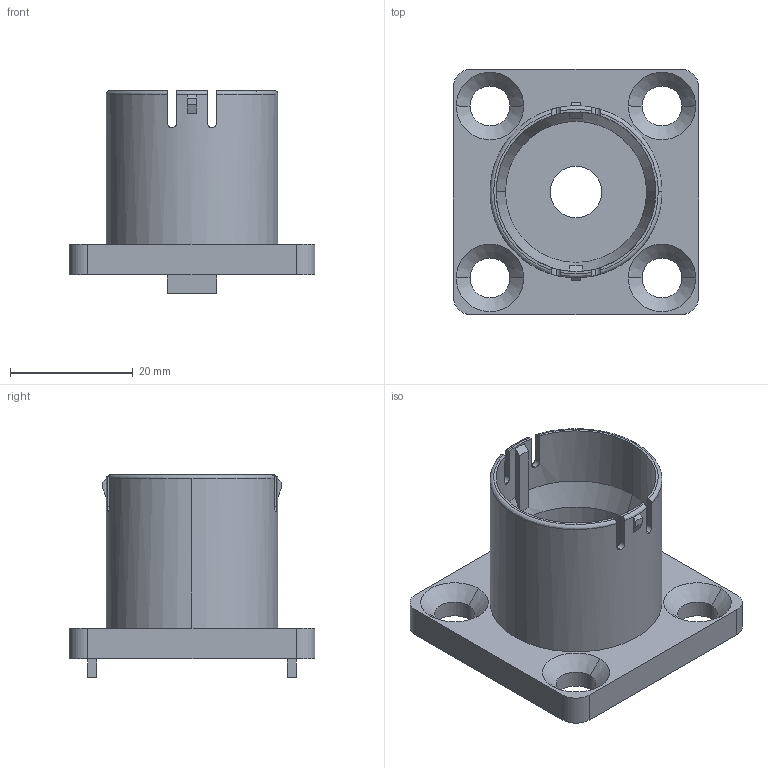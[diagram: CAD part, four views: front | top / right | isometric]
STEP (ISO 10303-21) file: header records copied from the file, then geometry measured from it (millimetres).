
FILE_DESCRIPTION (( 'STEP AP214' ), '1' );
FILE_NAME ('7418200', '2019-01-30T09:34:09', ( '' ), ('JUGARD+KÜNSTNER GmbH'), 'SwSTEP 2.0', 'SolidWorks 2017', '' );
FILE_SCHEMA (( 'AUTOMOTIVE_DESIGN' ));
Length unit declared in the file: millimetre
Products named in the file (1): 7418200
Bounding box: 40 x 40 x 33 mm (x, y, z)
Volume: 10387.9 mm3; surface area: 8280.9 mm2
Topology: 1 solids, 1 shells, 100 faces, 260 edges, 169 vertices
Faces by surface type: plane 57, cylinder 28, cone 10, bspline 5
Entity records: 3262 total; most frequent: CARTESIAN_POINT 812, ORIENTED_EDGE 520, DIRECTION 470, EDGE_CURVE 260, VERTEX_POINT 169, LINE 160, VECTOR 160, AXIS2_PLACEMENT_3D 155
